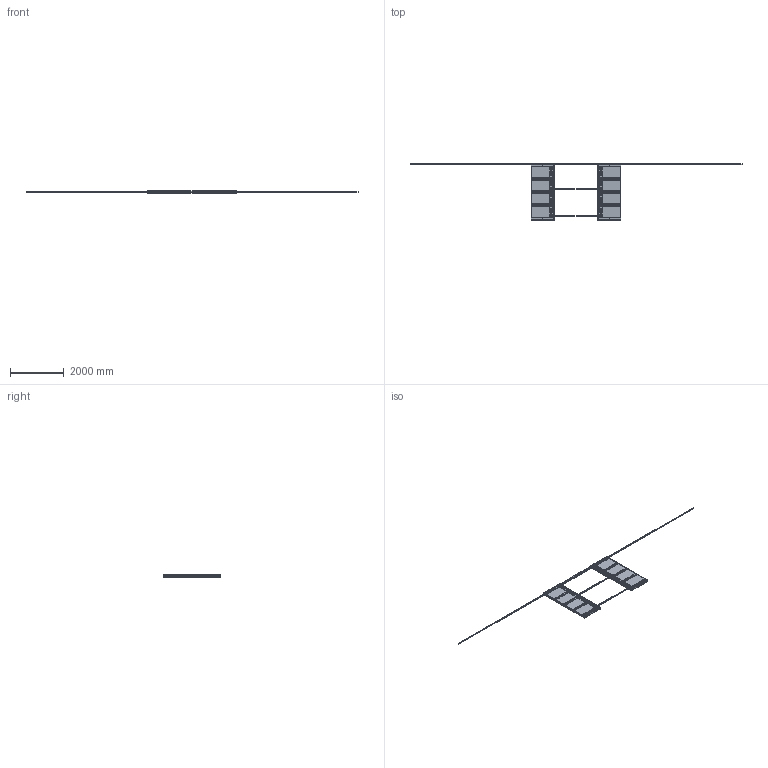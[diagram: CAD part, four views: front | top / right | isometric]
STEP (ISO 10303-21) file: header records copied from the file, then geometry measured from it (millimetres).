
FILE_DESCRIPTION(/* description */ (''),/* implementation_level */ '2;1');
FILE_NAME(/* name */ 'SAF-INSIDE160.stp',/* time_stamp */ '2019-08-12T14:09:40+02:00',/* author */ ('Marc'),/* organization */ (''),/* preprocessor_version */ 'ST-DEVELOPER v17.2',/* originating_system */ 'Autodesk Inventor 2019',/* authorisation */ '');
FILE_SCHEMA (('AUTOMOTIVE_DESIGN { 1 0 10303 214 3 1 1 }'));
Products named in the file (19): SAF-INSIDE140 MANTION; 22815; 22559; 22579; 22547; 22582; 22585; 22551; 22552; 22556_A; 22588_A; 22555; 22554; 22537; 22553; 11145_C_148; 22805; 11145MV6096; 04005
Assembly tree (54 placements, depth 3):
  SAF-INSIDE140 MANTION
    22815  x2
      22559
      22579
      22547
      22582
      22585
      22551
      22552
      22554
      22556_A
      22588_A
      22555
    22537  x2
    22553  x2
    11145_C_148
    22805
    04005  x12
    11145MV6096  x2
Bounding box: 12313 x 2137.6 x 95 mm (x, y, z)
Volume: 16357716.9 mm3; surface area: 28034391.8 mm2
Topology: 84 solids, 84 shells, 12772 faces, 34912 edges, 22840 vertices
Faces by surface type: plane 10626, cylinder 1606, bspline 456, cone 48, torus 24, sphere 12
Full cylindrical faces by diameter (mm): 2.5 x12, 3 x72, 4.2 x12, 4.5 x16, 5 x38, 5.05 x2, 28 x6
Entity records: 71872 total; most frequent: CARTESIAN_POINT 13882, ORIENTED_EDGE 12078, DIRECTION 11423, EDGE_CURVE 6039, LINE 4955, VECTOR 4955, VERTEX_POINT 3893, AXIS2_PLACEMENT_3D 3234
